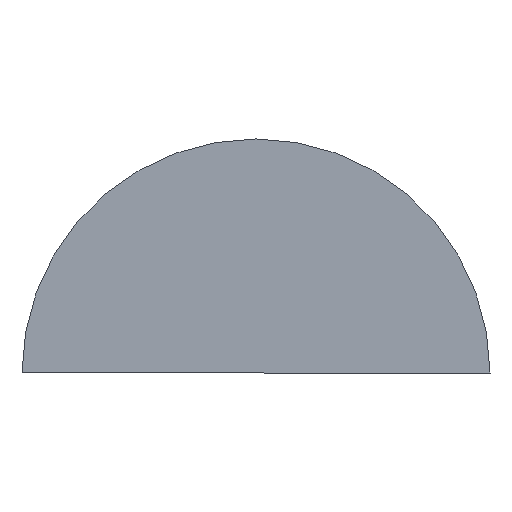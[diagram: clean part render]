
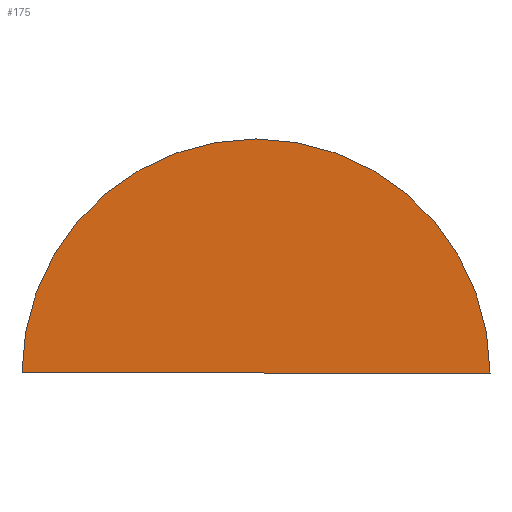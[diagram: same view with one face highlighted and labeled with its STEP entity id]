
A CAD part, left-side view. The second image highlights one B-rep face of the part: STEP entity #175.
In plain terms, the highlighted planar face has unit normal (-1, 0, 0).
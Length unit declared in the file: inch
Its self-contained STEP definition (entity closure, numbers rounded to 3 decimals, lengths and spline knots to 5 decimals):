
#69 = EDGE_CURVE ( 'NONE', #636, #982, #1148, .T. ) ;
#74 = EDGE_CURVE ( 'NONE', #1434, #636, #1428, .T. ) ;
#175 = ADVANCED_FACE ( 'NONE', ( #2049 ), #335, .F. ) ;
#190 = CARTESIAN_POINT ( 'NONE',  ( -148., -148., 0. ) ) ;
#289 = DIRECTION ( 'NONE',  ( 0., 1., 0. ) ) ;
#335 = PLANE ( 'NONE',  #490 ) ;
#490 = AXIS2_PLACEMENT_3D ( 'NONE', #190, #1025, #1707 ) ;
#575 = EDGE_LOOP ( 'NONE', ( #763, #939, #1463 ) ) ;
#636 = VERTEX_POINT ( 'NONE', #1852 ) ;
#663 = AXIS2_PLACEMENT_3D ( 'NONE', #1160, #1495, #1360 ) ;
#675 = CARTESIAN_POINT ( 'NONE',  ( -148., 0., 0. ) ) ;
#763 = ORIENTED_EDGE ( 'NONE', *, *, #74, .T. ) ;
#779 = CARTESIAN_POINT ( 'NONE',  ( -148., 148., 0. ) ) ;
#939 = ORIENTED_EDGE ( 'NONE', *, *, #69, .T. ) ;
#982 = VERTEX_POINT ( 'NONE', #779 ) ;
#1025 = DIRECTION ( 'NONE',  ( 1., 0., 0. ) ) ;
#1080 = LINE ( 'NONE', #1589, #1218 ) ;
#1148 = CIRCLE ( 'NONE', #663, 148. ) ;
#1160 = CARTESIAN_POINT ( 'NONE',  ( -148., 0., 0. ) ) ;
#1172 = DIRECTION ( 'NONE',  ( -1., 0., 0. ) ) ;
#1193 = DIRECTION ( 'NONE',  ( 0., 0., 1. ) ) ;
#1218 = VECTOR ( 'NONE', #289, 39.37008 ) ;
#1360 = DIRECTION ( 'NONE',  ( 0., 0., 1. ) ) ;
#1428 = CIRCLE ( 'NONE', #1609, 148. ) ;
#1434 = VERTEX_POINT ( 'NONE', #2065 ) ;
#1463 = ORIENTED_EDGE ( 'NONE', *, *, #2024, .F. ) ;
#1495 = DIRECTION ( 'NONE',  ( -1., 0., 0. ) ) ;
#1589 = CARTESIAN_POINT ( 'NONE',  ( -148., -148., 0. ) ) ;
#1609 = AXIS2_PLACEMENT_3D ( 'NONE', #675, #1172, #1193 ) ;
#1707 = DIRECTION ( 'NONE',  ( 0., 0., -1. ) ) ;
#1852 = CARTESIAN_POINT ( 'NONE',  ( -148., 0., 148. ) ) ;
#2024 = EDGE_CURVE ( 'NONE', #1434, #982, #1080, .T. ) ;
#2049 = FACE_OUTER_BOUND ( 'NONE', #575, .T. ) ;
#2065 = CARTESIAN_POINT ( 'NONE',  ( -148., -148., 0. ) ) ;
